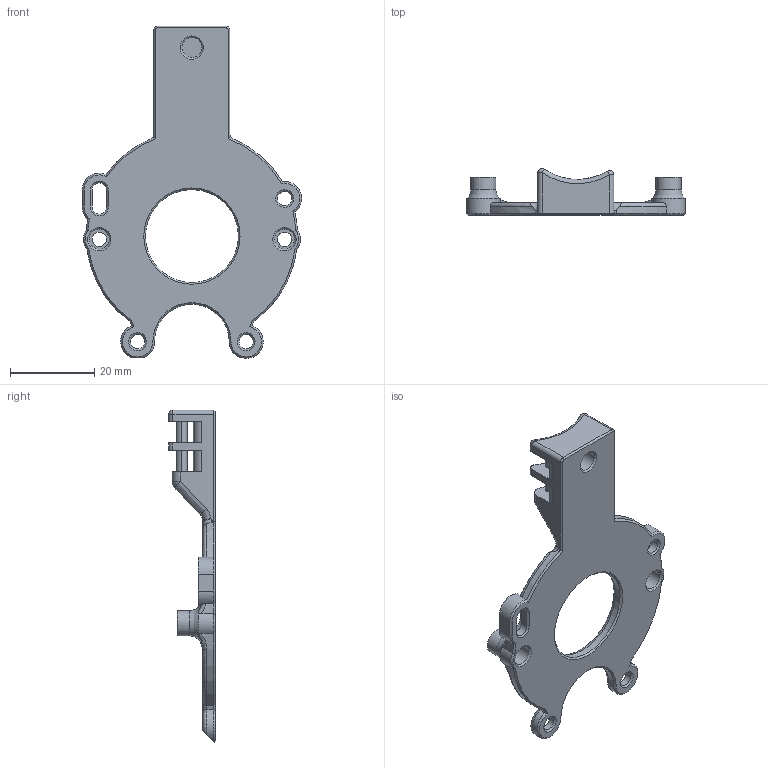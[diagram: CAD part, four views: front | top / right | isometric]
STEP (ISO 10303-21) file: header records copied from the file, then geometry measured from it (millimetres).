
FILE_DESCRIPTION(/* description */ ('','CAx-IF Rec.Pracs.---Representation and Presentation of Product Manufacturing Information (PMI)---4.0---2014-10-13'),/* implementation_level */ '2;1');
FILE_NAME(/* name */ 'Sherpa_Mini_Carrier_DB_36.step',/* time_stamp */ '2025-03-02T11:01:21+01:00',/* author */ (''),/* organization */ (''),/* preprocessor_version */ 'ST-DEVELOPER v20',/* originating_system */ 'Autodesk Translation Framework v13.20.0.188',/* authorisation */ '');
FILE_SCHEMA (('AP242_MANAGED_MODEL_BASED_3D_ENGINEERING_MIM_LF { 1 0 10303 442 1 1 4 }'));
Length unit declared in the file: millimetre
Products named in the file (2): PCB_Mounts; Sherpa_Mini_Carrier_DB_36
Assembly tree (1 placements, depth 2):
  PCB_Mounts
    Sherpa_Mini_Carrier_DB_36
Bounding box: 51.9 x 11.01 x 78.6 mm (x, y, z)
Volume: 7903.1 mm3; surface area: 6309.4 mm2
Topology: 1 solids, 1 shells, 164 faces, 427 edges, 266 vertices
Faces by surface type: cylinder 60, plane 45, cone 28, bspline 22, torus 5, sphere 4
Full cylindrical faces by diameter (mm): 3.4 x5, 4.7 x3, 6 x3, 8 x1, 22 x1
Entity records: 6550 total; most frequent: CARTESIAN_POINT 2488, ORIENTED_EDGE 854, DIRECTION 842, EDGE_CURVE 427, AXIS2_PLACEMENT_3D 346, VERTEX_POINT 266, CIRCLE 189, EDGE_LOOP 183
